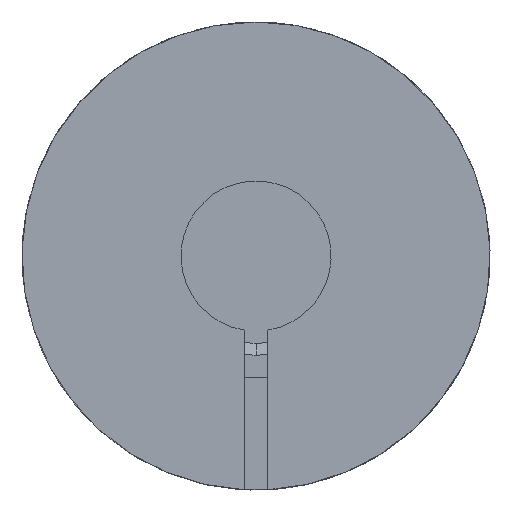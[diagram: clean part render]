
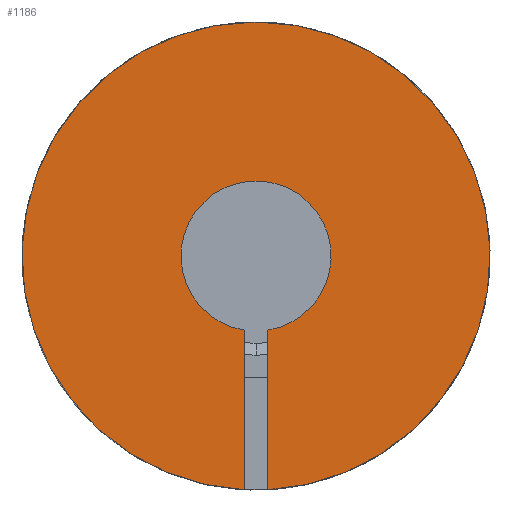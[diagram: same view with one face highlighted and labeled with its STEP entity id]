
A CAD part, front view. The second image highlights one B-rep face of the part: STEP entity #1186.
In plain terms, the highlighted planar face has unit normal (0, -1, 0).
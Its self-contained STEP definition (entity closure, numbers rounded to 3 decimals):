
#17 = AXIS2_PLACEMENT_3D ( 'NONE', #1347, #354, #657 ) ;
#162 = CARTESIAN_POINT ( 'NONE',  ( 0., -4., 0. ) ) ;
#174 = VERTEX_POINT ( 'NONE', #714 ) ;
#201 = DIRECTION ( 'NONE',  ( 0., 1., 0. ) ) ;
#325 = VECTOR ( 'NONE', #1112, 1000. ) ;
#354 = DIRECTION ( 'NONE',  ( 0., 1., 0. ) ) ;
#364 = EDGE_LOOP ( 'NONE', ( #1307, #1243, #1842, #1040 ) ) ;
#388 = PLANE ( 'NONE',  #1759 ) ;
#448 = VERTEX_POINT ( 'NONE', #1596 ) ;
#459 = DIRECTION ( 'NONE',  ( 0., 1., 0. ) ) ;
#485 = CIRCLE ( 'NONE', #1279, 3.175 ) ;
#572 = CIRCLE ( 'NONE', #17, 9.9 ) ;
#642 = VECTOR ( 'NONE', #751, 1000. ) ;
#657 = DIRECTION ( 'NONE',  ( 0., 0., 1. ) ) ;
#676 = LINE ( 'NONE', #831, #325 ) ;
#714 = CARTESIAN_POINT ( 'NONE',  ( 0.5, -4., -3.135 ) ) ;
#751 = DIRECTION ( 'NONE',  ( 0., 0., -1. ) ) ;
#759 = VERTEX_POINT ( 'NONE', #1259 ) ;
#808 = CARTESIAN_POINT ( 'NONE',  ( 0.5, -4., -9.887 ) ) ;
#817 = DIRECTION ( 'NONE',  ( 0., 0., 1. ) ) ;
#831 = CARTESIAN_POINT ( 'NONE',  ( -0.5, -4., 0. ) ) ;
#930 = LINE ( 'NONE', #1785, #642 ) ;
#942 = EDGE_CURVE ( 'NONE', #174, #1168, #930, .T. ) ;
#958 = FACE_OUTER_BOUND ( 'NONE', #364, .T. ) ;
#977 = EDGE_CURVE ( 'NONE', #759, #174, #485, .T. ) ;
#1040 = ORIENTED_EDGE ( 'NONE', *, *, #1822, .F. ) ;
#1112 = DIRECTION ( 'NONE',  ( 0., 0., -1. ) ) ;
#1168 = VERTEX_POINT ( 'NONE', #808 ) ;
#1186 = ADVANCED_FACE ( 'NONE', ( #958 ), #388, .F. ) ;
#1243 = ORIENTED_EDGE ( 'NONE', *, *, #942, .T. ) ;
#1245 = CARTESIAN_POINT ( 'NONE',  ( 0., -4., 0. ) ) ;
#1259 = CARTESIAN_POINT ( 'NONE',  ( -0.5, -4., -3.135 ) ) ;
#1279 = AXIS2_PLACEMENT_3D ( 'NONE', #162, #459, #1626 ) ;
#1307 = ORIENTED_EDGE ( 'NONE', *, *, #977, .T. ) ;
#1347 = CARTESIAN_POINT ( 'NONE',  ( 0., -4., 0. ) ) ;
#1596 = CARTESIAN_POINT ( 'NONE',  ( -0.5, -4., -9.887 ) ) ;
#1626 = DIRECTION ( 'NONE',  ( 0., 0., 1. ) ) ;
#1688 = EDGE_CURVE ( 'NONE', #448, #1168, #572, .T. ) ;
#1759 = AXIS2_PLACEMENT_3D ( 'NONE', #1245, #201, #817 ) ;
#1785 = CARTESIAN_POINT ( 'NONE',  ( 0.5, -4., 0. ) ) ;
#1822 = EDGE_CURVE ( 'NONE', #759, #448, #676, .T. ) ;
#1842 = ORIENTED_EDGE ( 'NONE', *, *, #1688, .F. ) ;
